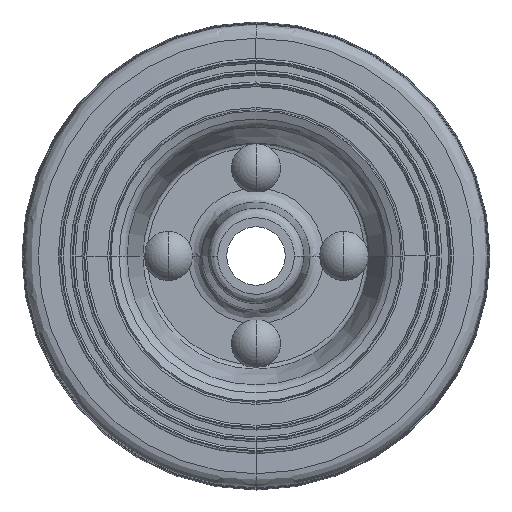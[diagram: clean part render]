
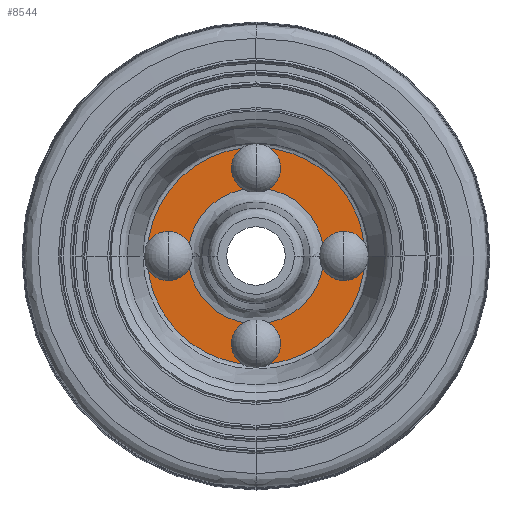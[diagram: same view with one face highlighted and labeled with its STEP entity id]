
A CAD part, left-side view. The second image highlights one B-rep face of the part: STEP entity #8544.
In plain terms, the highlighted planar face has unit normal (-1, 0, 0).
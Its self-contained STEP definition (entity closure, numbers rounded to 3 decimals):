
#125 = EDGE_CURVE ( 'NONE', #6700, #1000, #13544, .T. ) ;
#213 = EDGE_CURVE ( 'NONE', #1000, #6700, #11384, .T. ) ;
#219 = VERTEX_POINT ( 'NONE', #1515 ) ;
#659 = AXIS2_PLACEMENT_3D ( 'NONE', #1222, #18445, #11287 ) ;
#763 = VERTEX_POINT ( 'NONE', #10766 ) ;
#1000 = VERTEX_POINT ( 'NONE', #11633 ) ;
#1011 = EDGE_CURVE ( 'NONE', #11808, #763, #14428, .T. ) ;
#1222 = CARTESIAN_POINT ( 'NONE',  ( -1.4, 18.75, 0. ) ) ;
#1271 = FACE_BOUND ( 'NONE', #16655, .T. ) ;
#1515 = CARTESIAN_POINT ( 'NONE',  ( -1.4, 15.75, 0. ) ) ;
#1643 = CARTESIAN_POINT ( 'NONE',  ( -1.4, -23.24, 0. ) ) ;
#1707 = FACE_BOUND ( 'NONE', #2325, .T. ) ;
#1788 = CARTESIAN_POINT ( 'NONE',  ( -1.4, -18.75, 0. ) ) ;
#1822 = CIRCLE ( 'NONE', #15488, 3. ) ;
#2098 = ORIENTED_EDGE ( 'NONE', *, *, #3625, .T. ) ;
#2128 = CARTESIAN_POINT ( 'NONE',  ( -1.4, -21.75, 0. ) ) ;
#2285 = EDGE_CURVE ( 'NONE', #15036, #10639, #16346, .T. ) ;
#2325 = EDGE_LOOP ( 'NONE', ( #8254, #11091 ) ) ;
#2836 =( BOUNDED_CURVE ( )  B_SPLINE_CURVE ( 3, ( #13837, #15183, #12349, #3760 ),
 .UNSPECIFIED., .F., .F. ) 
 B_SPLINE_CURVE_WITH_KNOTS ( ( 4, 4 ),
 ( 0.5, 1. ),
 .UNSPECIFIED. ) 
 CURVE ( )  GEOMETRIC_REPRESENTATION_ITEM ( )  RATIONAL_B_SPLINE_CURVE ( ( 1., 0.333, 0.333, 1. ) ) 
 REPRESENTATION_ITEM ( '' )  );
#2886 = CARTESIAN_POINT ( 'NONE',  ( -1.4, 23.24, 0. ) ) ;
#2929 = EDGE_LOOP ( 'NONE', ( #12526, #4336 ) ) ;
#3132 = EDGE_CURVE ( 'NONE', #219, #3175, #6429, .T. ) ;
#3175 = VERTEX_POINT ( 'NONE', #18507 ) ;
#3625 = EDGE_CURVE ( 'NONE', #3175, #219, #12882, .T. ) ;
#3760 = CARTESIAN_POINT ( 'NONE',  ( -1.4, -14.49, 0. ) ) ;
#3791 = AXIS2_PLACEMENT_3D ( 'NONE', #5389, #9688, #5033 ) ;
#3972 = EDGE_LOOP ( 'NONE', ( #17864, #13332 ) ) ;
#4336 = ORIENTED_EDGE ( 'NONE', *, *, #6609, .F. ) ;
#5033 = DIRECTION ( 'NONE',  ( 0., -1., 0. ) ) ;
#5088 = FACE_BOUND ( 'NONE', #3972, .T. ) ;
#5221 = CARTESIAN_POINT ( 'NONE',  ( -1.4, 14.49, 28.981 ) ) ;
#5389 = CARTESIAN_POINT ( 'NONE',  ( -1.4, 18.75, 0. ) ) ;
#5435 = DIRECTION ( 'NONE',  ( 1., 0., 0. ) ) ;
#5467 = AXIS2_PLACEMENT_3D ( 'NONE', #16347, #7766, #17754 ) ;
#5789 = CARTESIAN_POINT ( 'NONE',  ( -1.4, 0., -18.75 ) ) ;
#5847 = CARTESIAN_POINT ( 'NONE',  ( -1.4, -23.24, 0. ) ) ;
#6346 = EDGE_CURVE ( 'NONE', #10639, #15036, #1822, .T. ) ;
#6429 = CIRCLE ( 'NONE', #659, 3. ) ;
#6609 = EDGE_CURVE ( 'NONE', #17959, #18193, #2836, .T. ) ;
#6700 = VERTEX_POINT ( 'NONE', #11848 ) ;
#6703 = CARTESIAN_POINT ( 'NONE',  ( -1.4, -18.75, 0. ) ) ;
#6860 = ORIENTED_EDGE ( 'NONE', *, *, #3132, .T. ) ;
#7114 =( BOUNDED_CURVE ( )  B_SPLINE_CURVE ( 3, ( #8287, #12878, #5221, #13611 ),
 .UNSPECIFIED., .F., .T. ) 
 B_SPLINE_CURVE_WITH_KNOTS ( ( 4, 4 ),
 ( 0., 0.5 ),
 .UNSPECIFIED. ) 
 CURVE ( )  GEOMETRIC_REPRESENTATION_ITEM ( )  RATIONAL_B_SPLINE_CURVE ( ( 1., 0.333, 0.333, 1. ) ) 
 REPRESENTATION_ITEM ( '' )  );
#7295 = CARTESIAN_POINT ( 'NONE',  ( -1.4, 23.24, -46.48 ) ) ;
#7766 = DIRECTION ( 'NONE',  ( 1., 0., 0. ) ) ;
#7947 = EDGE_CURVE ( 'NONE', #18193, #17959, #7114, .T. ) ;
#8119 = DIRECTION ( 'NONE',  ( 1., 0., 0. ) ) ;
#8138 = DIRECTION ( 'NONE',  ( 0., -1., 0. ) ) ;
#8254 = ORIENTED_EDGE ( 'NONE', *, *, #2285, .T. ) ;
#8287 = CARTESIAN_POINT ( 'NONE',  ( -1.4, -14.49, 0. ) ) ;
#8544 = ADVANCED_FACE ( 'NONE', ( #16531, #8915, #12760, #1707, #5088, #1271 ), #14333, .F. ) ;
#8915 = FACE_BOUND ( 'NONE', #2929, .T. ) ;
#9688 = DIRECTION ( 'NONE',  ( 1., 0., 0. ) ) ;
#9800 = AXIS2_PLACEMENT_3D ( 'NONE', #14607, #10400, #16343 ) ;
#9929 = DIRECTION ( 'NONE',  ( 0., -1., 0. ) ) ;
#9964 = AXIS2_PLACEMENT_3D ( 'NONE', #10315, #15303, #12801 ) ;
#10248 = CARTESIAN_POINT ( 'NONE',  ( -1.4, -23.24, 46.48 ) ) ;
#10315 = CARTESIAN_POINT ( 'NONE',  ( -1.4, 0., -18.75 ) ) ;
#10388 = ORIENTED_EDGE ( 'NONE', *, *, #213, .T. ) ;
#10400 = DIRECTION ( 'NONE',  ( 1., 0., 0. ) ) ;
#10427 = ORIENTED_EDGE ( 'NONE', *, *, #125, .T. ) ;
#10639 = VERTEX_POINT ( 'NONE', #16882 ) ;
#10715 = VERTEX_POINT ( 'NONE', #18428 ) ;
#10743 = EDGE_CURVE ( 'NONE', #763, #11808, #11043, .T. ) ;
#10766 = CARTESIAN_POINT ( 'NONE',  ( -1.4, -23.24, 0. ) ) ;
#11043 =( BOUNDED_CURVE ( )  B_SPLINE_CURVE ( 3, ( #5847, #15886, #7295, #17287 ),
 .UNSPECIFIED., .F., .T. ) 
 B_SPLINE_CURVE_WITH_KNOTS ( ( 4, 4 ),
 ( 0., 0.5 ),
 .UNSPECIFIED. ) 
 CURVE ( )  GEOMETRIC_REPRESENTATION_ITEM ( )  RATIONAL_B_SPLINE_CURVE ( ( 1., 0.333, 0.333, 1. ) ) 
 REPRESENTATION_ITEM ( '' )  );
#11091 = ORIENTED_EDGE ( 'NONE', *, *, #6346, .T. ) ;
#11263 = CIRCLE ( 'NONE', #5467, 3. ) ;
#11287 = DIRECTION ( 'NONE',  ( 0., -1., 0. ) ) ;
#11384 = CIRCLE ( 'NONE', #15368, 3. ) ;
#11456 = AXIS2_PLACEMENT_3D ( 'NONE', #16689, #8119, #18100 ) ;
#11633 = CARTESIAN_POINT ( 'NONE',  ( -1.4, -3., -18.75 ) ) ;
#11808 = VERTEX_POINT ( 'NONE', #13866 ) ;
#11848 = CARTESIAN_POINT ( 'NONE',  ( -1.4, 3., -18.75 ) ) ;
#12005 = CARTESIAN_POINT ( 'NONE',  ( -1.4, 3., 18.75 ) ) ;
#12349 = CARTESIAN_POINT ( 'NONE',  ( -1.4, -14.49, -28.981 ) ) ;
#12526 = ORIENTED_EDGE ( 'NONE', *, *, #7947, .F. ) ;
#12551 = ORIENTED_EDGE ( 'NONE', *, *, #1011, .F. ) ;
#12760 = FACE_BOUND ( 'NONE', #17239, .T. ) ;
#12801 = DIRECTION ( 'NONE',  ( 0., -1., 0. ) ) ;
#12878 = CARTESIAN_POINT ( 'NONE',  ( -1.4, -14.49, 28.981 ) ) ;
#12882 = CIRCLE ( 'NONE', #3791, 3. ) ;
#13219 = CARTESIAN_POINT ( 'NONE',  ( -1.4, 23.24, 46.48 ) ) ;
#13332 = ORIENTED_EDGE ( 'NONE', *, *, #13551, .T. ) ;
#13544 = CIRCLE ( 'NONE', #9964, 3. ) ;
#13551 = EDGE_CURVE ( 'NONE', #16708, #10715, #14887, .T. ) ;
#13611 = CARTESIAN_POINT ( 'NONE',  ( -1.4, 14.49, 0. ) ) ;
#13762 = DIRECTION ( 'NONE',  ( 1., 0., 0. ) ) ;
#13837 = CARTESIAN_POINT ( 'NONE',  ( -1.4, 14.49, 0. ) ) ;
#13866 = CARTESIAN_POINT ( 'NONE',  ( -1.4, 23.24, 0. ) ) ;
#14333 = PLANE ( 'NONE',  #9800 ) ;
#14373 = EDGE_CURVE ( 'NONE', #10715, #16708, #11263, .T. ) ;
#14395 = CARTESIAN_POINT ( 'NONE',  ( -1.4, -14.49, 0. ) ) ;
#14428 =( BOUNDED_CURVE ( )  B_SPLINE_CURVE ( 3, ( #2886, #13219, #10248, #1643 ),
 .UNSPECIFIED., .F., .T. ) 
 B_SPLINE_CURVE_WITH_KNOTS ( ( 4, 4 ),
 ( 0.5, 1. ),
 .UNSPECIFIED. ) 
 CURVE ( )  GEOMETRIC_REPRESENTATION_ITEM ( )  RATIONAL_B_SPLINE_CURVE ( ( 1., 0.333, 0.333, 1. ) ) 
 REPRESENTATION_ITEM ( '' )  );
#14607 = CARTESIAN_POINT ( 'NONE',  ( -1.4, 0., -23.95 ) ) ;
#14743 = DIRECTION ( 'NONE',  ( 0., -1., 0. ) ) ;
#14887 = CIRCLE ( 'NONE', #11456, 3. ) ;
#14948 = AXIS2_PLACEMENT_3D ( 'NONE', #1788, #13762, #14743 ) ;
#15036 = VERTEX_POINT ( 'NONE', #2128 ) ;
#15183 = CARTESIAN_POINT ( 'NONE',  ( -1.4, 14.49, -28.981 ) ) ;
#15303 = DIRECTION ( 'NONE',  ( 1., 0., 0. ) ) ;
#15351 = ORIENTED_EDGE ( 'NONE', *, *, #10743, .F. ) ;
#15368 = AXIS2_PLACEMENT_3D ( 'NONE', #5789, #5435, #9929 ) ;
#15488 = AXIS2_PLACEMENT_3D ( 'NONE', #6703, #16710, #8138 ) ;
#15886 = CARTESIAN_POINT ( 'NONE',  ( -1.4, -23.24, -46.48 ) ) ;
#16343 = DIRECTION ( 'NONE',  ( 0., -1., 0. ) ) ;
#16346 = CIRCLE ( 'NONE', #14948, 3. ) ;
#16347 = CARTESIAN_POINT ( 'NONE',  ( -1.4, 0., 18.75 ) ) ;
#16531 = FACE_OUTER_BOUND ( 'NONE', #17961, .T. ) ;
#16655 = EDGE_LOOP ( 'NONE', ( #6860, #2098 ) ) ;
#16689 = CARTESIAN_POINT ( 'NONE',  ( -1.4, 0., 18.75 ) ) ;
#16708 = VERTEX_POINT ( 'NONE', #12005 ) ;
#16710 = DIRECTION ( 'NONE',  ( 1., 0., 0. ) ) ;
#16882 = CARTESIAN_POINT ( 'NONE',  ( -1.4, -15.75, 0. ) ) ;
#17239 = EDGE_LOOP ( 'NONE', ( #10388, #10427 ) ) ;
#17287 = CARTESIAN_POINT ( 'NONE',  ( -1.4, 23.24, 0. ) ) ;
#17478 = CARTESIAN_POINT ( 'NONE',  ( -1.4, 14.49, 0. ) ) ;
#17754 = DIRECTION ( 'NONE',  ( 0., -1., 0. ) ) ;
#17864 = ORIENTED_EDGE ( 'NONE', *, *, #14373, .T. ) ;
#17959 = VERTEX_POINT ( 'NONE', #17478 ) ;
#17961 = EDGE_LOOP ( 'NONE', ( #15351, #12551 ) ) ;
#18100 = DIRECTION ( 'NONE',  ( 0., -1., 0. ) ) ;
#18193 = VERTEX_POINT ( 'NONE', #14395 ) ;
#18428 = CARTESIAN_POINT ( 'NONE',  ( -1.4, -3., 18.75 ) ) ;
#18445 = DIRECTION ( 'NONE',  ( 1., 0., 0. ) ) ;
#18507 = CARTESIAN_POINT ( 'NONE',  ( -1.4, 21.75, 0. ) ) ;
